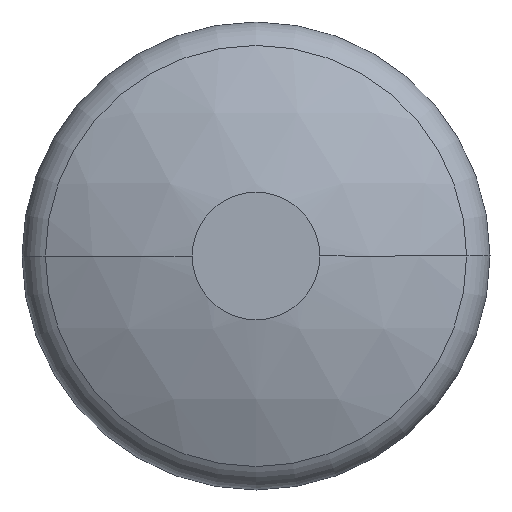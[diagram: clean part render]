
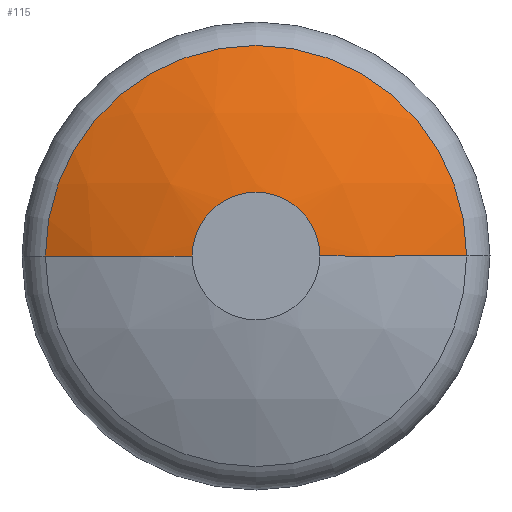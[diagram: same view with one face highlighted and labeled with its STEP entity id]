
A CAD part, left-side view. The second image highlights one B-rep face of the part: STEP entity #115.
In plain terms, the highlighted spherical face has radius 11 mm.
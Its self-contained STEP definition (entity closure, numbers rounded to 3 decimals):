
#39 = VERTEX_POINT ( 'NONE', #158 ) ;
#41 = ORIENTED_EDGE ( 'NONE', *, *, #104, .F. ) ;
#52 = ORIENTED_EDGE ( 'NONE', *, *, #93, .T. ) ;
#79 = EDGE_CURVE ( 'NONE', #39, #134, #264, .T. ) ;
#90 = EDGE_LOOP ( 'NONE', ( #116, #52, #98, #41 ) ) ;
#93 = EDGE_CURVE ( 'NONE', #105, #39, #273, .T. ) ;
#94 = EDGE_CURVE ( 'NONE', #108, #105, #274, .T. ) ;
#98 = ORIENTED_EDGE ( 'NONE', *, *, #79, .T. ) ;
#104 = EDGE_CURVE ( 'NONE', #108, #134, #312, .T. ) ;
#105 = VERTEX_POINT ( 'NONE', #334 ) ;
#108 = VERTEX_POINT ( 'NONE', #393 ) ;
#115 = ADVANCED_FACE ( 'NONE', ( #424 ), #421, .T. ) ;
#116 = ORIENTED_EDGE ( 'NONE', *, *, #94, .T. ) ;
#134 = VERTEX_POINT ( 'NONE', #446 ) ;
#158 = CARTESIAN_POINT ( 'NONE',  ( -13.426, -4.95, 0. ) ) ;
#261 = AXIS2_PLACEMENT_3D ( 'NONE', #340, #332, #331 ) ;
#264 = CIRCLE ( 'NONE', #369, 4.95 ) ;
#272 = CARTESIAN_POINT ( 'NONE',  ( -3.603, 0., 0. ) ) ;
#273 = CIRCLE ( 'NONE', #324, 11. ) ;
#274 = CIRCLE ( 'NONE', #277, 1.5 ) ;
#276 = CARTESIAN_POINT ( 'NONE',  ( -14.5, 0., 0. ) ) ;
#277 = AXIS2_PLACEMENT_3D ( 'NONE', #276, #315, #314 ) ;
#280 = DIRECTION ( 'NONE',  ( 0., -1., 0. ) ) ;
#312 = CIRCLE ( 'NONE', #261, 11. ) ;
#314 = DIRECTION ( 'NONE',  ( 0., 1., 0. ) ) ;
#315 = DIRECTION ( 'NONE',  ( 1., 0., 0. ) ) ;
#321 = DIRECTION ( 'NONE',  ( 0., 1., 0. ) ) ;
#322 = DIRECTION ( 'NONE',  ( -1., 0., 0. ) ) ;
#324 = AXIS2_PLACEMENT_3D ( 'NONE', #272, #359, #280 ) ;
#331 = DIRECTION ( 'NONE',  ( -1., 0., 0. ) ) ;
#332 = DIRECTION ( 'NONE',  ( 0., 0., -1. ) ) ;
#334 = CARTESIAN_POINT ( 'NONE',  ( -14.5, -1.5, 0. ) ) ;
#340 = CARTESIAN_POINT ( 'NONE',  ( -3.603, 0., 0. ) ) ;
#359 = DIRECTION ( 'NONE',  ( 0., 0., 1. ) ) ;
#368 = CARTESIAN_POINT ( 'NONE',  ( -13.426, 0., 0. ) ) ;
#369 = AXIS2_PLACEMENT_3D ( 'NONE', #368, #322, #321 ) ;
#393 = CARTESIAN_POINT ( 'NONE',  ( -14.5, 1.5, 0. ) ) ;
#421 = SPHERICAL_SURFACE ( 'NONE', #479, 11. ) ;
#424 = FACE_OUTER_BOUND ( 'NONE', #90, .T. ) ;
#440 = CARTESIAN_POINT ( 'NONE',  ( -3.603, 0., 0. ) ) ;
#446 = CARTESIAN_POINT ( 'NONE',  ( -13.426, 4.95, 0. ) ) ;
#457 = DIRECTION ( 'NONE',  ( 0., 1., 0. ) ) ;
#458 = DIRECTION ( 'NONE',  ( 0., 0., 1. ) ) ;
#479 = AXIS2_PLACEMENT_3D ( 'NONE', #440, #458, #457 ) ;
